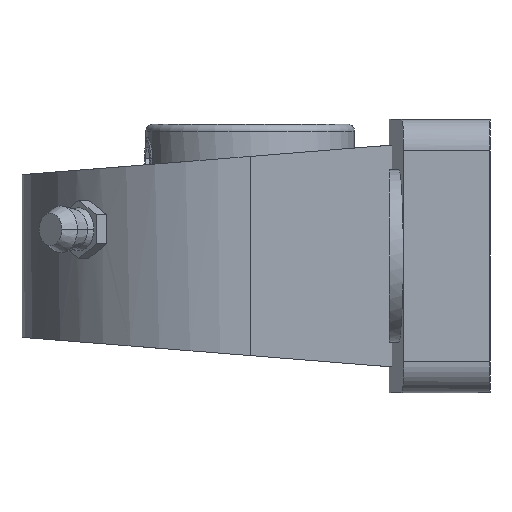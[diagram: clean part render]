
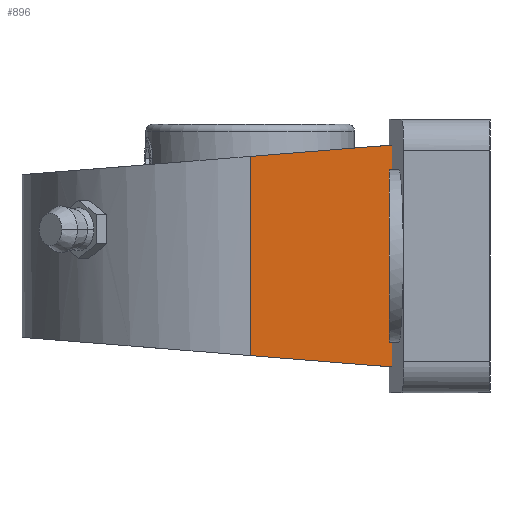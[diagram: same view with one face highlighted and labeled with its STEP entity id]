
A CAD part, left-side view. The second image highlights one B-rep face of the part: STEP entity #896.
In plain terms, the highlighted planar face has unit normal (-1, 0, 0).
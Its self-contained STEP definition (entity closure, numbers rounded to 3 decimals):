
#427=CARTESIAN_POINT('Vertex',(-31.7,33.3,13.831)) ;
#430=CARTESIAN_POINT('Line Origine',(-31.7,23.445,14.621)) ;
#434=CARTESIAN_POINT('Vertex',(-31.7,13.59,15.411)) ;
#518=CARTESIAN_POINT('Vertex',(-31.7,13.59,-15.411)) ;
#521=CARTESIAN_POINT('Line Origine',(-31.7,23.445,-14.621)) ;
#525=CARTESIAN_POINT('Vertex',(-31.7,33.3,-13.831)) ;
#757=CARTESIAN_POINT('Line Origine',(-31.7,33.3,38.)) ;
#848=CARTESIAN_POINT('Axis2P3D Location',(-31.7,33.3,38.)) ;
#853=CARTESIAN_POINT('Line Origine',(-31.7,14.,0.)) ;
#857=CARTESIAN_POINT('Vertex',(-31.7,14.,-12.)) ;
#859=CARTESIAN_POINT('Vertex',(-31.7,14.,12.)) ;
#862=CARTESIAN_POINT('Line Origine',(-31.7,13.795,12.)) ;
#866=CARTESIAN_POINT('Vertex',(-31.7,13.59,12.)) ;
#869=CARTESIAN_POINT('Line Origine',(-31.7,13.59,13.705)) ;
#874=CARTESIAN_POINT('Line Origine',(-31.7,13.59,-13.705)) ;
#878=CARTESIAN_POINT('Vertex',(-31.7,13.59,-12.)) ;
#881=CARTESIAN_POINT('Line Origine',(-31.7,13.795,-12.)) ;
#431=DIRECTION('Vector Direction',(0.,-0.997,0.08)) ;
#522=DIRECTION('Vector Direction',(0.,0.997,0.08)) ;
#758=DIRECTION('Vector Direction',(0.,0.,-1.)) ;
#849=DIRECTION('Axis2P3D Direction',(1.,-0.,0.)) ;
#850=DIRECTION('Axis2P3D XDirection',(0.,1.,-0.)) ;
#854=DIRECTION('Vector Direction',(0.,0.,1.)) ;
#863=DIRECTION('Vector Direction',(0.,-1.,0.)) ;
#870=DIRECTION('Vector Direction',(0.,0.,-1.)) ;
#875=DIRECTION('Vector Direction',(0.,0.,-1.)) ;
#882=DIRECTION('Vector Direction',(0.,1.,0.)) ;
#851=AXIS2_PLACEMENT_3D('Plane Axis2P3D',#848,#849,#850) ;
#887=ORIENTED_EDGE('',*,*,#861,.T.) ;
#888=ORIENTED_EDGE('',*,*,#868,.T.) ;
#889=ORIENTED_EDGE('',*,*,#873,.F.) ;
#890=ORIENTED_EDGE('',*,*,#436,.F.) ;
#891=ORIENTED_EDGE('',*,*,#761,.T.) ;
#892=ORIENTED_EDGE('',*,*,#527,.F.) ;
#893=ORIENTED_EDGE('',*,*,#880,.F.) ;
#894=ORIENTED_EDGE('',*,*,#885,.T.) ;
#432=VECTOR('Line Direction',#431,1.) ;
#523=VECTOR('Line Direction',#522,1.) ;
#759=VECTOR('Line Direction',#758,1.) ;
#855=VECTOR('Line Direction',#854,1.) ;
#864=VECTOR('Line Direction',#863,1.) ;
#871=VECTOR('Line Direction',#870,1.) ;
#876=VECTOR('Line Direction',#875,1.) ;
#883=VECTOR('Line Direction',#882,1.) ;
#896=ADVANCED_FACE('24200-20204_1',(#895),#852,.F.) ;
#436=EDGE_CURVE('',#428,#435,#433,.T.) ;
#527=EDGE_CURVE('',#519,#526,#524,.T.) ;
#761=EDGE_CURVE('',#428,#526,#760,.T.) ;
#861=EDGE_CURVE('',#858,#860,#856,.T.) ;
#868=EDGE_CURVE('',#860,#867,#865,.T.) ;
#873=EDGE_CURVE('',#435,#867,#872,.T.) ;
#880=EDGE_CURVE('',#879,#519,#877,.T.) ;
#885=EDGE_CURVE('',#879,#858,#884,.T.) ;
#886=EDGE_LOOP('',(#887,#888,#889,#890,#891,#892,#893,#894)) ;
#895=FACE_OUTER_BOUND('',#886,.T.) ;
#433=LINE('Line',#430,#432) ;
#524=LINE('Line',#521,#523) ;
#760=LINE('Line',#757,#759) ;
#856=LINE('Line',#853,#855) ;
#865=LINE('Line',#862,#864) ;
#872=LINE('Line',#869,#871) ;
#877=LINE('Line',#874,#876) ;
#884=LINE('Line',#881,#883) ;
#852=PLANE('Plane',#851) ;
#428=VERTEX_POINT('',#427) ;
#435=VERTEX_POINT('',#434) ;
#519=VERTEX_POINT('',#518) ;
#526=VERTEX_POINT('',#525) ;
#858=VERTEX_POINT('',#857) ;
#860=VERTEX_POINT('',#859) ;
#867=VERTEX_POINT('',#866) ;
#879=VERTEX_POINT('',#878) ;
